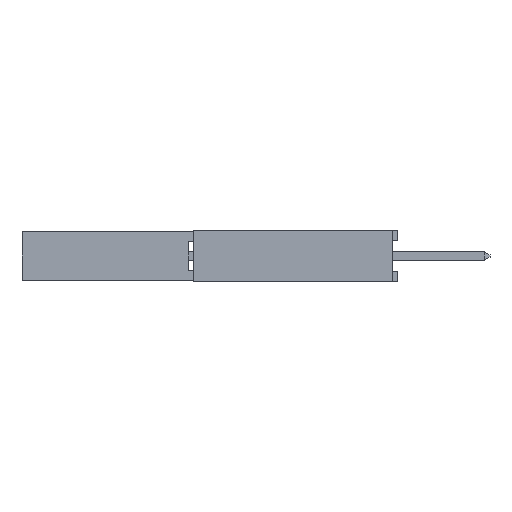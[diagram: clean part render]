
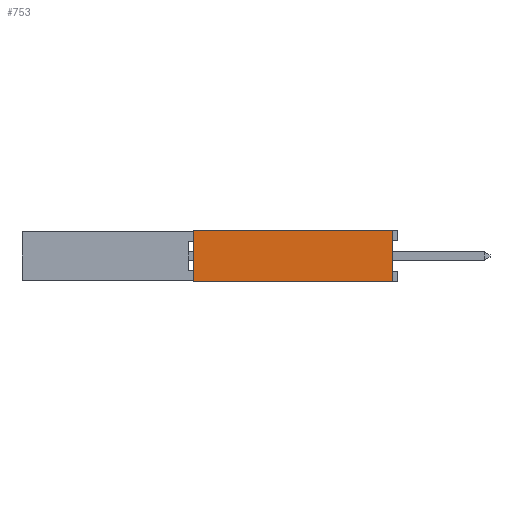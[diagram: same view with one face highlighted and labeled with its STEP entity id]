
A CAD part, left-side view. The second image highlights one B-rep face of the part: STEP entity #753.
In plain terms, the highlighted planar face has unit normal (-1, 0, 0).
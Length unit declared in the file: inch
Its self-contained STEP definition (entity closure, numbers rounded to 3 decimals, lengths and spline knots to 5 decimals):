
#753 = ADVANCED_FACE( '', ( #1765 ), #1766, .F. );
#1765 = FACE_OUTER_BOUND( '', #3045, .T. );
#1766 = PLANE( '', #3046 );
#3045 = EDGE_LOOP( '', ( #5108, #5109, #5110, #5111 ) );
#3046 = AXIS2_PLACEMENT_3D( '', #5112, #5113, #5114 );
#5108 = ORIENTED_EDGE( '', *, *, #8526, .T. );
#5109 = ORIENTED_EDGE( '', *, *, #8200, .F. );
#5110 = ORIENTED_EDGE( '', *, *, #8527, .F. );
#5111 = ORIENTED_EDGE( '', *, *, #8528, .T. );
#5112 = CARTESIAN_POINT( '', ( 0., 0.4, -0.05 ) );
#5113 = DIRECTION( '', ( 1., 0., 0. ) );
#5114 = DIRECTION( '', ( 0., 0., -1. ) );
#8200 = EDGE_CURVE( '', #10033, #9920, #10035, .T. );
#8526 = EDGE_CURVE( '', #10565, #9920, #10566, .T. );
#8527 = EDGE_CURVE( '', #10567, #10033, #10568, .T. );
#8528 = EDGE_CURVE( '', #10567, #10565, #10569, .T. );
#9920 = VERTEX_POINT( '', #12449 );
#10033 = VERTEX_POINT( '', #12621 );
#10035 = LINE( '', #12624, #12625 );
#10565 = VERTEX_POINT( '', #13411 );
#10566 = LINE( '', #13412, #13413 );
#10567 = VERTEX_POINT( '', #13414 );
#10568 = LINE( '', #13415, #13416 );
#10569 = LINE( '', #13417, #13418 );
#12449 = CARTESIAN_POINT( '', ( 0., 0.01, 0.05 ) );
#12621 = CARTESIAN_POINT( '', ( 0., 0.4, 0.05 ) );
#12624 = CARTESIAN_POINT( '', ( 0., 0.4, 0.05 ) );
#12625 = VECTOR( '', #15318, 39.37008 );
#13411 = CARTESIAN_POINT( '', ( 0., 0.01, -0.05 ) );
#13412 = CARTESIAN_POINT( '', ( 0., 0.01, -0.05 ) );
#13413 = VECTOR( '', #15596, 39.37008 );
#13414 = CARTESIAN_POINT( '', ( 0., 0.4, -0.05 ) );
#13415 = CARTESIAN_POINT( '', ( 0., 0.4, -0.05 ) );
#13416 = VECTOR( '', #15597, 39.37008 );
#13417 = CARTESIAN_POINT( '', ( 0., 0.4, -0.05 ) );
#13418 = VECTOR( '', #15598, 39.37008 );
#15318 = DIRECTION( '', ( 0., -1., 0. ) );
#15596 = DIRECTION( '', ( 0., 0., 1. ) );
#15597 = DIRECTION( '', ( 0., 0., 1. ) );
#15598 = DIRECTION( '', ( 0., -1., 0. ) );
